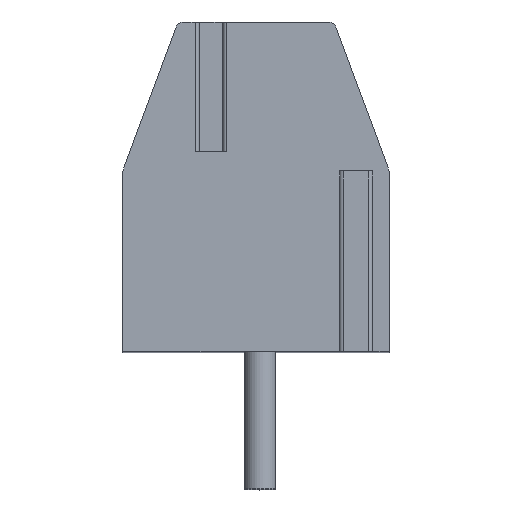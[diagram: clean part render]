
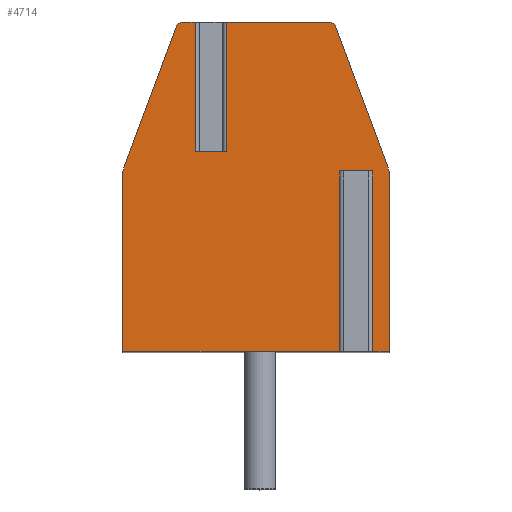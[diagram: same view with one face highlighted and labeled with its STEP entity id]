
A CAD part, top view. The second image highlights one B-rep face of the part: STEP entity #4714.
In plain terms, the highlighted planar face has unit normal (0, 0, 1).
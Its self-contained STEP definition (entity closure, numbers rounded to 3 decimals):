
#1=DIRECTION('',(1.,0.,0.));
#2=VECTOR('',#1,0.796);
#3=CARTESIAN_POINT('',(-1.548,0.9,19.25));
#4=LINE('',#3,#2);
#5=DIRECTION('',(0.,1.,0.));
#6=VECTOR('',#5,3.3);
#7=CARTESIAN_POINT('',(-0.752,0.9,19.25));
#8=LINE('',#7,#6);
#9=DIRECTION('',(-1.,0.,0.));
#10=VECTOR('',#9,2.603);
#11=CARTESIAN_POINT('',(1.851,4.2,19.25));
#12=LINE('',#11,#10);
#13=CARTESIAN_POINT('',(1.851,4.,19.25));
#14=DIRECTION('',(0.,0.,1.));
#15=DIRECTION('',(0.938,0.348,0.));
#16=AXIS2_PLACEMENT_3D('',#13,#14,#15);
#18=DIRECTION('',(-0.348,0.938,0.));
#19=VECTOR('',#18,3.914);
#20=CARTESIAN_POINT('',(3.4,0.4,19.25));
#21=LINE('',#20,#19);
#22=DIRECTION('',(0.,1.,0.));
#23=VECTOR('',#22,4.6);
#24=CARTESIAN_POINT('',(3.4,-4.2,19.25));
#25=LINE('',#24,#23);
#26=DIRECTION('',(1.,0.,0.));
#27=VECTOR('',#26,0.634);
#28=CARTESIAN_POINT('',(2.766,-4.2,19.25));
#29=LINE('',#28,#27);
#30=DIRECTION('',(0.,1.,0.));
#31=VECTOR('',#30,4.6);
#32=CARTESIAN_POINT('',(2.766,-4.2,19.25));
#33=LINE('',#32,#31);
#34=DIRECTION('',(-1.,0.,0.));
#35=VECTOR('',#34,0.43);
#36=CARTESIAN_POINT('',(2.766,0.4,19.25));
#37=LINE('',#36,#35);
#38=DIRECTION('',(0.,1.,0.));
#39=VECTOR('',#38,4.6);
#40=CARTESIAN_POINT('',(2.336,-4.2,19.25));
#41=LINE('',#40,#39);
#42=DIRECTION('',(1.,0.,0.));
#43=VECTOR('',#42,5.736);
#44=CARTESIAN_POINT('',(-3.4,-4.2,19.25));
#45=LINE('',#44,#43);
#46=DIRECTION('',(0.,-1.,0.));
#47=VECTOR('',#46,4.6);
#48=CARTESIAN_POINT('',(-3.4,0.4,19.25));
#49=LINE('',#48,#47);
#50=DIRECTION('',(-0.348,-0.938,0.));
#51=VECTOR('',#50,3.914);
#52=CARTESIAN_POINT('',(-2.038,4.07,19.25));
#53=LINE('',#52,#51);
#54=CARTESIAN_POINT('',(-1.851,4.,19.25));
#55=DIRECTION('',(0.,0.,1.));
#56=DIRECTION('',(0.,1.,0.));
#57=AXIS2_PLACEMENT_3D('',#54,#55,#56);
#59=DIRECTION('',(-1.,0.,0.));
#60=VECTOR('',#59,0.303);
#61=CARTESIAN_POINT('',(-1.548,4.2,19.25));
#62=LINE('',#61,#60);
#63=DIRECTION('',(0.,1.,0.));
#64=VECTOR('',#63,3.3);
#65=CARTESIAN_POINT('',(-1.548,0.9,19.25));
#66=LINE('',#65,#64);
#3677=CARTESIAN_POINT('',(-1.851,4.2,19.25));
#3678=CARTESIAN_POINT('',(-2.038,4.07,19.25));
#3679=VERTEX_POINT('',#3677);
#3680=VERTEX_POINT('',#3678);
#3681=CARTESIAN_POINT('',(-3.4,0.4,19.25));
#3682=VERTEX_POINT('',#3681);
#3683=CARTESIAN_POINT('',(-3.4,-4.2,19.25));
#3684=VERTEX_POINT('',#3683);
#3685=CARTESIAN_POINT('',(3.4,-4.2,19.25));
#3686=CARTESIAN_POINT('',(3.4,0.4,19.25));
#3687=VERTEX_POINT('',#3685);
#3688=VERTEX_POINT('',#3686);
#3689=CARTESIAN_POINT('',(2.038,4.07,19.25));
#3690=VERTEX_POINT('',#3689);
#3691=CARTESIAN_POINT('',(1.851,4.2,19.25));
#3692=VERTEX_POINT('',#3691);
#3733=CARTESIAN_POINT('',(2.766,0.4,19.25));
#3734=CARTESIAN_POINT('',(2.336,0.4,19.25));
#3735=VERTEX_POINT('',#3733);
#3736=VERTEX_POINT('',#3734);
#3737=CARTESIAN_POINT('',(2.336,-4.2,19.25));
#3738=VERTEX_POINT('',#3737);
#3739=CARTESIAN_POINT('',(2.766,-4.2,19.25));
#3740=VERTEX_POINT('',#3739);
#3801=CARTESIAN_POINT('',(-1.548,0.9,19.25));
#3802=CARTESIAN_POINT('',(-0.752,0.9,19.25));
#3803=VERTEX_POINT('',#3801);
#3804=VERTEX_POINT('',#3802);
#3805=CARTESIAN_POINT('',(-1.548,4.2,19.25));
#3806=VERTEX_POINT('',#3805);
#3807=CARTESIAN_POINT('',(-0.752,4.2,19.25));
#3808=VERTEX_POINT('',#3807);
#4675=CARTESIAN_POINT('',(0.,0.,19.25));
#4676=DIRECTION('',(0.,0.,1.));
#4677=DIRECTION('',(1.,0.,0.));
#4678=AXIS2_PLACEMENT_3D('',#4675,#4676,#4677);
#4679=PLANE('',#4678);
#4681=ORIENTED_EDGE('',*,*,#4680,.T.);
#4683=ORIENTED_EDGE('',*,*,#4682,.T.);
#4685=ORIENTED_EDGE('',*,*,#4684,.F.);
#4687=ORIENTED_EDGE('',*,*,#4686,.F.);
#4689=ORIENTED_EDGE('',*,*,#4688,.F.);
#4691=ORIENTED_EDGE('',*,*,#4690,.F.);
#4693=ORIENTED_EDGE('',*,*,#4692,.F.);
#4695=ORIENTED_EDGE('',*,*,#4694,.T.);
#4697=ORIENTED_EDGE('',*,*,#4696,.T.);
#4699=ORIENTED_EDGE('',*,*,#4698,.F.);
#4701=ORIENTED_EDGE('',*,*,#4700,.F.);
#4703=ORIENTED_EDGE('',*,*,#4702,.F.);
#4705=ORIENTED_EDGE('',*,*,#4704,.F.);
#4707=ORIENTED_EDGE('',*,*,#4706,.F.);
#4709=ORIENTED_EDGE('',*,*,#4708,.F.);
#4711=ORIENTED_EDGE('',*,*,#4710,.F.);
#4712=EDGE_LOOP('',(#4681,#4683,#4685,#4687,#4689,#4691,#4693,#4695,#4697,#4699,
#4701,#4703,#4705,#4707,#4709,#4711));
#4713=FACE_OUTER_BOUND('',#4712,.F.);
#4714=ADVANCED_FACE('',(#4713),#4679,.T.);
#17=CIRCLE('',#16,0.2);
#58=CIRCLE('',#57,0.2);
#4680=EDGE_CURVE('',#3803,#3804,#4,.T.);
#4682=EDGE_CURVE('',#3804,#3808,#8,.T.);
#4684=EDGE_CURVE('',#3692,#3808,#12,.T.);
#4686=EDGE_CURVE('',#3690,#3692,#17,.T.);
#4688=EDGE_CURVE('',#3688,#3690,#21,.T.);
#4690=EDGE_CURVE('',#3687,#3688,#25,.T.);
#4692=EDGE_CURVE('',#3740,#3687,#29,.T.);
#4694=EDGE_CURVE('',#3740,#3735,#33,.T.);
#4696=EDGE_CURVE('',#3735,#3736,#37,.T.);
#4698=EDGE_CURVE('',#3738,#3736,#41,.T.);
#4700=EDGE_CURVE('',#3684,#3738,#45,.T.);
#4702=EDGE_CURVE('',#3682,#3684,#49,.T.);
#4704=EDGE_CURVE('',#3680,#3682,#53,.T.);
#4706=EDGE_CURVE('',#3679,#3680,#58,.T.);
#4708=EDGE_CURVE('',#3806,#3679,#62,.T.);
#4710=EDGE_CURVE('',#3803,#3806,#66,.T.);
